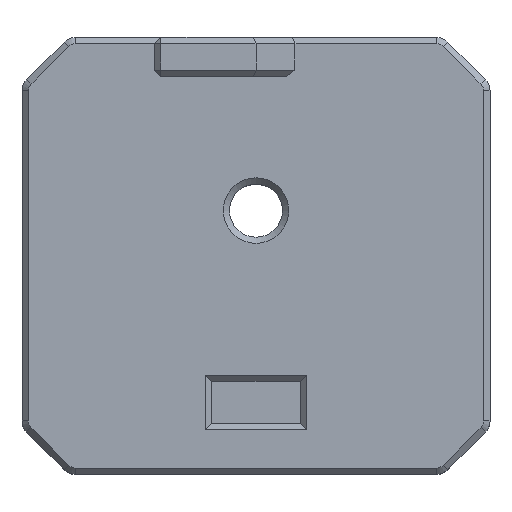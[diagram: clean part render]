
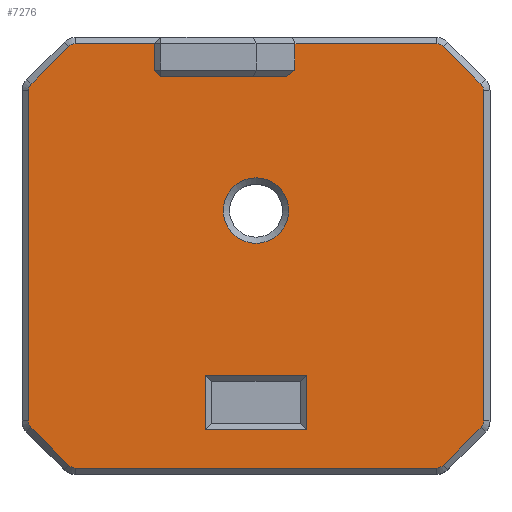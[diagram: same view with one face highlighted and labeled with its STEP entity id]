
A CAD part, top view. The second image highlights one B-rep face of the part: STEP entity #7276.
In plain terms, the highlighted planar face has unit normal (0, 0, 1).
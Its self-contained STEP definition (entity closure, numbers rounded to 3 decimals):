
#354=CIRCLE('',#7803,0.6);
#355=CIRCLE('',#7806,0.6);
#356=CIRCLE('',#7809,0.6);
#357=CIRCLE('',#7812,0.6);
#358=CIRCLE('',#7815,0.6);
#359=CIRCLE('',#7818,0.6);
#360=CIRCLE('',#7821,0.6);
#361=CIRCLE('',#7824,0.6);
#362=CIRCLE('',#7835,2.1);
#396=FACE_BOUND('',#1292,.T.);
#397=FACE_BOUND('',#1293,.T.);
#870=FACE_OUTER_BOUND('',#1291,.T.);
#1291=EDGE_LOOP('',(#6124,#6125,#6126,#6127,#6128,#6129,#6130,#6131,#6132,
#6133,#6134,#6135,#6136,#6137,#6138,#6139,#6140,#6141,#6142,#6143,#6144,
#6145));
#1292=EDGE_LOOP('',(#6146,#6147,#6148,#6149));
#1293=EDGE_LOOP('',(#6150));
#1931=LINE('',#12780,#2639);
#1937=LINE('',#12794,#2645);
#1946=LINE('',#12810,#2654);
#1950=LINE('',#12819,#2658);
#1953=LINE('',#12827,#2661);
#1956=LINE('',#12835,#2664);
#1959=LINE('',#12843,#2667);
#1962=LINE('',#12851,#2670);
#1965=LINE('',#12859,#2673);
#1968=LINE('',#12867,#2676);
#1970=LINE('',#12874,#2678);
#1979=LINE('',#12890,#2687);
#1980=LINE('',#12892,#2688);
#1981=LINE('',#12894,#2689);
#1983=LINE('',#12904,#2691);
#1984=LINE('',#12906,#2692);
#1985=LINE('',#12908,#2693);
#1986=LINE('',#12909,#2694);
#2639=VECTOR('',#9187,10.);
#2645=VECTOR('',#9197,10.);
#2654=VECTOR('',#9212,10.);
#2658=VECTOR('',#9222,10.);
#2661=VECTOR('',#9231,10.);
#2664=VECTOR('',#9240,10.);
#2667=VECTOR('',#9249,10.);
#2670=VECTOR('',#9258,10.);
#2673=VECTOR('',#9267,10.);
#2676=VECTOR('',#9276,10.);
#2678=VECTOR('',#9284,10.);
#2687=VECTOR('',#9305,10.);
#2688=VECTOR('',#9308,10.);
#2689=VECTOR('',#9311,10.);
#2691=VECTOR('',#9321,10.);
#2692=VECTOR('',#9322,10.);
#2693=VECTOR('',#9323,10.);
#2694=VECTOR('',#9324,10.);
#3493=VERTEX_POINT('',#12777);
#3494=VERTEX_POINT('',#12779);
#3499=VERTEX_POINT('',#12792);
#3500=VERTEX_POINT('',#12793);
#3503=VERTEX_POINT('',#12807);
#3504=VERTEX_POINT('',#12809);
#3505=VERTEX_POINT('',#12813);
#3506=VERTEX_POINT('',#12817);
#3507=VERTEX_POINT('',#12821);
#3508=VERTEX_POINT('',#12825);
#3509=VERTEX_POINT('',#12829);
#3510=VERTEX_POINT('',#12833);
#3511=VERTEX_POINT('',#12837);
#3512=VERTEX_POINT('',#12841);
#3513=VERTEX_POINT('',#12845);
#3514=VERTEX_POINT('',#12849);
#3515=VERTEX_POINT('',#12853);
#3516=VERTEX_POINT('',#12857);
#3517=VERTEX_POINT('',#12861);
#3518=VERTEX_POINT('',#12865);
#3519=VERTEX_POINT('',#12869);
#3520=VERTEX_POINT('',#12873);
#3522=VERTEX_POINT('',#12896);
#3524=VERTEX_POINT('',#12902);
#3525=VERTEX_POINT('',#12903);
#3526=VERTEX_POINT('',#12905);
#3527=VERTEX_POINT('',#12907);
#4396=EDGE_CURVE('',#3493,#3494,#1931,.F.);
#4402=EDGE_CURVE('',#3499,#3500,#1937,.F.);
#4411=EDGE_CURVE('',#3503,#3504,#1946,.T.);
#4414=EDGE_CURVE('',#3505,#3503,#354,.T.);
#4416=EDGE_CURVE('',#3506,#3505,#1950,.T.);
#4418=EDGE_CURVE('',#3507,#3506,#355,.T.);
#4420=EDGE_CURVE('',#3508,#3507,#1953,.T.);
#4422=EDGE_CURVE('',#3509,#3508,#356,.T.);
#4424=EDGE_CURVE('',#3510,#3509,#1956,.T.);
#4426=EDGE_CURVE('',#3511,#3510,#357,.T.);
#4428=EDGE_CURVE('',#3512,#3511,#1959,.T.);
#4430=EDGE_CURVE('',#3513,#3512,#358,.T.);
#4432=EDGE_CURVE('',#3514,#3513,#1962,.T.);
#4434=EDGE_CURVE('',#3515,#3514,#359,.T.);
#4436=EDGE_CURVE('',#3516,#3515,#1965,.T.);
#4438=EDGE_CURVE('',#3517,#3516,#360,.T.);
#4440=EDGE_CURVE('',#3518,#3517,#1968,.T.);
#4442=EDGE_CURVE('',#3519,#3518,#361,.T.);
#4443=EDGE_CURVE('',#3520,#3519,#1970,.T.);
#4452=EDGE_CURVE('',#3520,#3494,#1979,.T.);
#4453=EDGE_CURVE('',#3493,#3500,#1980,.T.);
#4454=EDGE_CURVE('',#3499,#3504,#1981,.T.);
#4455=EDGE_CURVE('',#3522,#3522,#362,.T.);
#4458=EDGE_CURVE('',#3524,#3525,#1983,.T.);
#4459=EDGE_CURVE('',#3526,#3524,#1984,.T.);
#4460=EDGE_CURVE('',#3527,#3526,#1985,.T.);
#4461=EDGE_CURVE('',#3525,#3527,#1986,.T.);
#6124=ORIENTED_EDGE('',*,*,#4443,.F.);
#6125=ORIENTED_EDGE('',*,*,#4452,.T.);
#6126=ORIENTED_EDGE('',*,*,#4396,.F.);
#6127=ORIENTED_EDGE('',*,*,#4453,.T.);
#6128=ORIENTED_EDGE('',*,*,#4402,.F.);
#6129=ORIENTED_EDGE('',*,*,#4454,.T.);
#6130=ORIENTED_EDGE('',*,*,#4411,.F.);
#6131=ORIENTED_EDGE('',*,*,#4414,.F.);
#6132=ORIENTED_EDGE('',*,*,#4416,.F.);
#6133=ORIENTED_EDGE('',*,*,#4418,.F.);
#6134=ORIENTED_EDGE('',*,*,#4420,.F.);
#6135=ORIENTED_EDGE('',*,*,#4422,.F.);
#6136=ORIENTED_EDGE('',*,*,#4424,.F.);
#6137=ORIENTED_EDGE('',*,*,#4426,.F.);
#6138=ORIENTED_EDGE('',*,*,#4428,.F.);
#6139=ORIENTED_EDGE('',*,*,#4430,.F.);
#6140=ORIENTED_EDGE('',*,*,#4432,.F.);
#6141=ORIENTED_EDGE('',*,*,#4434,.F.);
#6142=ORIENTED_EDGE('',*,*,#4436,.F.);
#6143=ORIENTED_EDGE('',*,*,#4438,.F.);
#6144=ORIENTED_EDGE('',*,*,#4440,.F.);
#6145=ORIENTED_EDGE('',*,*,#4442,.F.);
#6146=ORIENTED_EDGE('',*,*,#4458,.F.);
#6147=ORIENTED_EDGE('',*,*,#4459,.F.);
#6148=ORIENTED_EDGE('',*,*,#4460,.F.);
#6149=ORIENTED_EDGE('',*,*,#4461,.F.);
#6150=ORIENTED_EDGE('',*,*,#4455,.F.);
#6940=PLANE('',#7837);
#7276=ADVANCED_FACE('',(#870,#396,#397),#6940,.T.);
#7803=AXIS2_PLACEMENT_3D('',#12815,#9217,#9218);
#7806=AXIS2_PLACEMENT_3D('',#12823,#9226,#9227);
#7809=AXIS2_PLACEMENT_3D('',#12831,#9235,#9236);
#7812=AXIS2_PLACEMENT_3D('',#12839,#9244,#9245);
#7815=AXIS2_PLACEMENT_3D('',#12847,#9253,#9254);
#7818=AXIS2_PLACEMENT_3D('',#12855,#9262,#9263);
#7821=AXIS2_PLACEMENT_3D('',#12863,#9271,#9272);
#7824=AXIS2_PLACEMENT_3D('',#12871,#9280,#9281);
#7835=AXIS2_PLACEMENT_3D('',#12897,#9314,#9315);
#7837=AXIS2_PLACEMENT_3D('',#12901,#9319,#9320);
#9187=DIRECTION('',(-0.816,-0.577,0.));
#9197=DIRECTION('',(-0.707,0.707,0.));
#9212=DIRECTION('',(1.,0.,0.));
#9217=DIRECTION('center_axis',(0.,0.,-1.));
#9218=DIRECTION('ref_axis',(-0.383,0.924,0.));
#9222=DIRECTION('',(0.707,0.707,0.));
#9226=DIRECTION('center_axis',(0.,0.,-1.));
#9227=DIRECTION('ref_axis',(-0.924,0.383,0.));
#9231=DIRECTION('',(0.,1.,0.));
#9235=DIRECTION('center_axis',(0.,0.,-1.));
#9236=DIRECTION('ref_axis',(-0.924,-0.383,0.));
#9240=DIRECTION('',(-0.707,0.707,0.));
#9244=DIRECTION('center_axis',(0.,0.,-1.));
#9245=DIRECTION('ref_axis',(-0.383,-0.924,0.));
#9249=DIRECTION('',(-1.,0.,0.));
#9253=DIRECTION('center_axis',(0.,0.,-1.));
#9254=DIRECTION('ref_axis',(0.383,-0.924,0.));
#9258=DIRECTION('',(-0.707,-0.707,0.));
#9262=DIRECTION('center_axis',(0.,0.,-1.));
#9263=DIRECTION('ref_axis',(0.924,-0.383,0.));
#9267=DIRECTION('',(0.,-1.,0.));
#9271=DIRECTION('center_axis',(0.,0.,-1.));
#9272=DIRECTION('ref_axis',(0.924,0.383,0.));
#9276=DIRECTION('',(0.707,-0.707,0.));
#9280=DIRECTION('center_axis',(0.,0.,-1.));
#9281=DIRECTION('ref_axis',(0.383,0.924,0.));
#9284=DIRECTION('',(1.,0.,0.));
#9305=DIRECTION('',(0.,-1.,0.));
#9308=DIRECTION('',(-1.,0.,0.));
#9311=DIRECTION('',(0.,1.,0.));
#9314=DIRECTION('center_axis',(0.,0.,1.));
#9315=DIRECTION('ref_axis',(1.,0.,0.));
#9319=DIRECTION('center_axis',(0.,0.,1.));
#9320=DIRECTION('ref_axis',(1.,0.,0.));
#9321=DIRECTION('',(0.,1.,0.));
#9322=DIRECTION('',(1.,0.,0.));
#9323=DIRECTION('',(0.,-1.,0.));
#9324=DIRECTION('',(-1.,0.,0.));
#12777=CARTESIAN_POINT('',(1.934,-10.9,0.));
#12779=CARTESIAN_POINT('',(2.5,-10.5,0.));
#12780=CARTESIAN_POINT('',(-1.982,-13.67,0.));
#12792=CARTESIAN_POINT('',(-6.5,-10.5,0.));
#12793=CARTESIAN_POINT('',(-6.1,-10.9,0.));
#12794=CARTESIAN_POINT('',(-1.8,-15.2,0.));
#12807=CARTESIAN_POINT('',(-11.586,-8.8,0.));
#12809=CARTESIAN_POINT('',(-6.5,-8.8,0.));
#12810=CARTESIAN_POINT('',(-7.5,-8.8,0.));
#12813=CARTESIAN_POINT('',(-12.01,-8.976,0.));
#12815=CARTESIAN_POINT('Origin',(-11.586,-9.4,0.));
#12817=CARTESIAN_POINT('',(-14.424,-11.39,0.));
#12819=CARTESIAN_POINT('',(-12.967,-9.933,0.));
#12821=CARTESIAN_POINT('',(-14.6,-11.814,0.));
#12823=CARTESIAN_POINT('Origin',(-14.,-11.814,0.));
#12825=CARTESIAN_POINT('',(-14.6,-32.986,0.));
#12827=CARTESIAN_POINT('',(-14.6,-29.4,0.));
#12829=CARTESIAN_POINT('',(-14.424,-33.41,0.));
#12831=CARTESIAN_POINT('Origin',(-14.,-32.986,0.));
#12833=CARTESIAN_POINT('',(-12.01,-35.824,0.));
#12835=CARTESIAN_POINT('',(-12.967,-34.867,0.));
#12837=CARTESIAN_POINT('',(-11.586,-36.,0.));
#12839=CARTESIAN_POINT('Origin',(-11.586,-35.4,0.));
#12841=CARTESIAN_POINT('',(11.586,-36.,0.));
#12843=CARTESIAN_POINT('',(7.5,-36.,0.));
#12845=CARTESIAN_POINT('',(12.01,-35.824,0.));
#12847=CARTESIAN_POINT('Origin',(11.586,-35.4,0.));
#12849=CARTESIAN_POINT('',(14.424,-33.41,0.));
#12851=CARTESIAN_POINT('',(12.967,-34.867,0.));
#12853=CARTESIAN_POINT('',(14.6,-32.986,0.));
#12855=CARTESIAN_POINT('Origin',(14.,-32.986,0.));
#12857=CARTESIAN_POINT('',(14.6,-11.814,0.));
#12859=CARTESIAN_POINT('',(14.6,-15.4,0.));
#12861=CARTESIAN_POINT('',(14.424,-11.39,0.));
#12863=CARTESIAN_POINT('Origin',(14.,-11.814,0.));
#12865=CARTESIAN_POINT('',(12.01,-8.976,0.));
#12867=CARTESIAN_POINT('',(12.967,-9.933,0.));
#12869=CARTESIAN_POINT('',(11.586,-8.8,0.));
#12871=CARTESIAN_POINT('Origin',(11.586,-9.4,0.));
#12873=CARTESIAN_POINT('',(2.5,-8.8,0.));
#12874=CARTESIAN_POINT('',(-7.5,-8.8,0.));
#12890=CARTESIAN_POINT('',(2.5,-16.65,0.));
#12892=CARTESIAN_POINT('',(-3.25,-10.9,0.));
#12894=CARTESIAN_POINT('',(-6.5,-15.4,0.));
#12896=CARTESIAN_POINT('',(-2.1,-19.5,0.));
#12897=CARTESIAN_POINT('Origin',(0.,-19.5,0.));
#12901=CARTESIAN_POINT('Origin',(0.,-22.4,0.));
#12902=CARTESIAN_POINT('',(3.25,-33.55,0.));
#12903=CARTESIAN_POINT('',(3.25,-30.05,0.));
#12904=CARTESIAN_POINT('',(3.25,-26.425,0.));
#12905=CARTESIAN_POINT('',(-3.25,-33.55,0.));
#12906=CARTESIAN_POINT('',(1.425,-33.55,0.));
#12907=CARTESIAN_POINT('',(-3.25,-30.05,0.));
#12908=CARTESIAN_POINT('',(-3.25,-27.775,0.));
#12909=CARTESIAN_POINT('',(-1.425,-30.05,0.));
